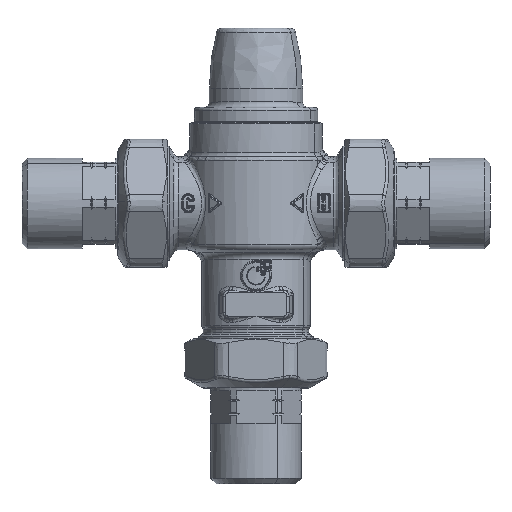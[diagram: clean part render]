
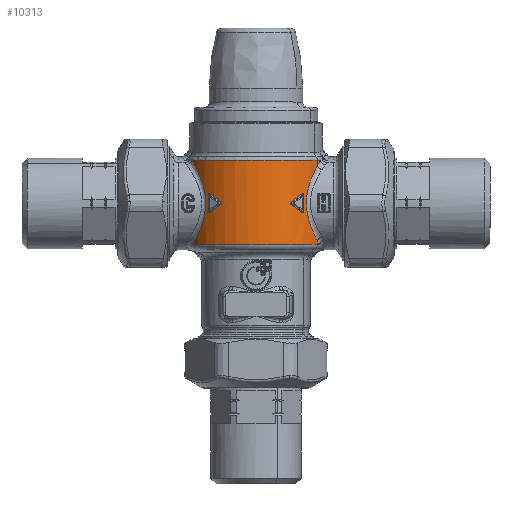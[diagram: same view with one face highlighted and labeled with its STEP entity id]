
A CAD part, top view. The second image highlights one B-rep face of the part: STEP entity #10313.
In plain terms, the highlighted cylindrical face has radius 25.5 mm (diameter 51 mm), a partial arc.
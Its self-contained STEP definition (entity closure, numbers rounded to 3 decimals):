
#4681=CARTESIAN_POINT('Vertex',(-23.149,-15.1,10.694)) ;
#4786=CARTESIAN_POINT('Vertex',(-23.474,15.672,9.961)) ;
#4790=CARTESIAN_POINT('Control Point',(-23.149,-15.1,10.694)) ;
#4791=CARTESIAN_POINT('Control Point',(-22.645,-14.19,11.79)) ;
#4792=CARTESIAN_POINT('Control Point',(-21.543,-12.141,13.756)) ;
#4793=CARTESIAN_POINT('Control Point',(-19.932,-8.439,15.962)) ;
#4794=CARTESIAN_POINT('Control Point',(-18.686,-4.172,17.366)) ;
#4795=CARTESIAN_POINT('Control Point',(-18.264,0.517,17.792)) ;
#4796=CARTESIAN_POINT('Control Point',(-18.904,5.145,17.136)) ;
#4797=CARTESIAN_POINT('Control Point',(-20.265,9.292,15.547)) ;
#4798=CARTESIAN_POINT('Control Point',(-21.909,12.867,13.177)) ;
#4799=CARTESIAN_POINT('Control Point',(-22.989,14.817,11.109)) ;
#4800=CARTESIAN_POINT('Control Point',(-23.474,15.672,9.961)) ;
#5860=CARTESIAN_POINT('Axis2P3D Location',(0.,-15.1,0.)) ;
#5864=CARTESIAN_POINT('Vertex',(22.378,-15.1,12.225)) ;
#10262=CARTESIAN_POINT('Axis2P3D Location',(0.,-13.472,0.)) ;
#10267=CARTESIAN_POINT('Axis2P3D Location',(0.,15.672,0.)) ;
#10271=CARTESIAN_POINT('Vertex',(22.378,15.672,12.225)) ;
#10274=CARTESIAN_POINT('Line Origine',(22.378,-13.472,12.225)) ;
#10278=CARTESIAN_POINT('Vertex',(22.378,13.681,12.225)) ;
#10282=CARTESIAN_POINT('Control Point',(22.378,13.681,12.225)) ;
#10283=CARTESIAN_POINT('Control Point',(21.785,12.546,13.312)) ;
#10284=CARTESIAN_POINT('Control Point',(21.17,11.304,14.28)) ;
#10285=CARTESIAN_POINT('Control Point',(20.569,9.963,15.115)) ;
#10286=CARTESIAN_POINT('Control Point',(19.54,7.294,16.419)) ;
#10287=CARTESIAN_POINT('Control Point',(18.808,4.348,17.228)) ;
#10288=CARTESIAN_POINT('Control Point',(18.566,2.933,17.482)) ;
#10289=CARTESIAN_POINT('Control Point',(18.31,0.037,17.749)) ;
#10290=CARTESIAN_POINT('Control Point',(18.555,-2.861,17.493)) ;
#10291=CARTESIAN_POINT('Control Point',(18.795,-4.284,17.242)) ;
#10292=CARTESIAN_POINT('Control Point',(19.524,-7.25,16.437)) ;
#10293=CARTESIAN_POINT('Control Point',(20.557,-9.937,15.131)) ;
#10294=CARTESIAN_POINT('Control Point',(21.163,-11.288,14.292)) ;
#10295=CARTESIAN_POINT('Control Point',(21.781,-12.539,13.319)) ;
#10296=CARTESIAN_POINT('Control Point',(22.378,-13.681,12.225)) ;
#10297=CARTESIAN_POINT('Vertex',(22.378,-13.681,12.225)) ;
#10300=CARTESIAN_POINT('Line Origine',(22.378,-13.472,12.225)) ;
#5861=DIRECTION('Axis2P3D Direction',(0.,1.,0.)) ;
#10263=DIRECTION('Axis2P3D Direction',(0.,-1.,-0.)) ;
#10264=DIRECTION('Axis2P3D XDirection',(-0.878,0.,-0.479)) ;
#10268=DIRECTION('Axis2P3D Direction',(0.,-1.,-0.)) ;
#10275=DIRECTION('Vector Direction',(0.,-1.,0.)) ;
#10301=DIRECTION('Vector Direction',(0.,-1.,0.)) ;
#5862=AXIS2_PLACEMENT_3D('Circle Axis2P3D',#5860,#5861,$) ;
#10265=AXIS2_PLACEMENT_3D('Cylinder Axis2P3D',#10262,#10263,#10264) ;
#10269=AXIS2_PLACEMENT_3D('Circle Axis2P3D',#10267,#10268,$) ;
#10306=ORIENTED_EDGE('',*,*,#5866,.T.) ;
#10307=ORIENTED_EDGE('',*,*,#4801,.F.) ;
#10308=ORIENTED_EDGE('',*,*,#10273,.T.) ;
#10309=ORIENTED_EDGE('',*,*,#10280,.T.) ;
#10310=ORIENTED_EDGE('',*,*,#10299,.T.) ;
#10311=ORIENTED_EDGE('',*,*,#10304,.T.) ;
#10276=VECTOR('Line Direction',#10275,1.) ;
#10302=VECTOR('Line Direction',#10301,1.) ;
#10313=ADVANCED_FACE('Sheet.1',(#10312),#10266,.F.) ;
#10281=B_SPLINE_CURVE_WITH_KNOTS('',5,(#10282,#10283,#10284,#10285,#10286,#10287,#10288,#10289,#10290,#10291,#10292,#10293,#10294,#10295,#10296),.UNSPECIFIED.,.F.,.U.,(6,3,3,3,6),(0.,8.397,15.617,22.87,31.321),.UNSPECIFIED.) ;
#5863=CIRCLE('generated circle',#5862,25.5) ;
#10270=CIRCLE('generated circle',#10269,25.5) ;
#10266=CYLINDRICAL_SURFACE('generated cylinder',#10265,25.5) ;
#4801=EDGE_CURVE('',#4787,#4682,#4789,.F.) ;
#5866=EDGE_CURVE('',#5865,#4682,#5863,.F.) ;
#10273=EDGE_CURVE('',#4787,#10272,#10270,.F.) ;
#10280=EDGE_CURVE('',#10272,#10279,#10277,.T.) ;
#10299=EDGE_CURVE('',#10279,#10298,#10281,.T.) ;
#10304=EDGE_CURVE('',#10298,#5865,#10303,.T.) ;
#10305=EDGE_LOOP('',(#10306,#10307,#10308,#10309,#10310,#10311)) ;
#10312=FACE_OUTER_BOUND('',#10305,.T.) ;
#10277=LINE('Line',#10274,#10276) ;
#10303=LINE('Line',#10300,#10302) ;
#4682=VERTEX_POINT('',#4681) ;
#4787=VERTEX_POINT('',#4786) ;
#5865=VERTEX_POINT('',#5864) ;
#10272=VERTEX_POINT('',#10271) ;
#10279=VERTEX_POINT('',#10278) ;
#10298=VERTEX_POINT('',#10297) ;
#4789=(BOUNDED_CURVE()B_SPLINE_CURVE(3,(#4790,#4791,#4792,#4793,#4794,#4795,#4796,#4797,#4798,#4799,#4800),.UNSPECIFIED.,.F.,.U.)B_SPLINE_CURVE_WITH_KNOTS((4,1,1,1,1,1,1,1,4),(36.116,42.381,48.645,54.909,61.173,67.437,73.701,79.965,86.229),.UNSPECIFIED.)CURVE()GEOMETRIC_REPRESENTATION_ITEM()RATIONAL_B_SPLINE_CURVE((1.,1.,1.,1.,1.,1.,1.,1.,1.,1.,1.))REPRESENTATION_ITEM('')) ;
